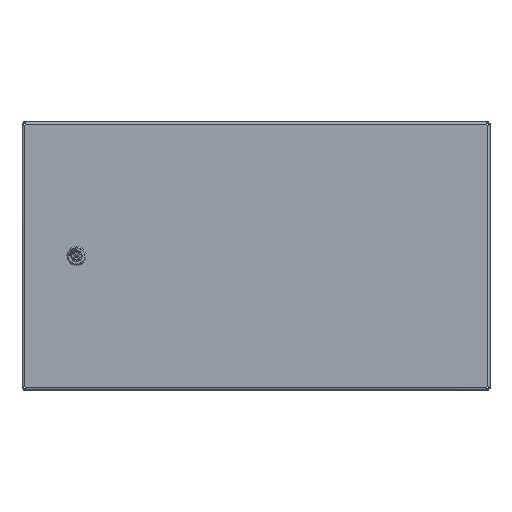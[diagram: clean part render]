
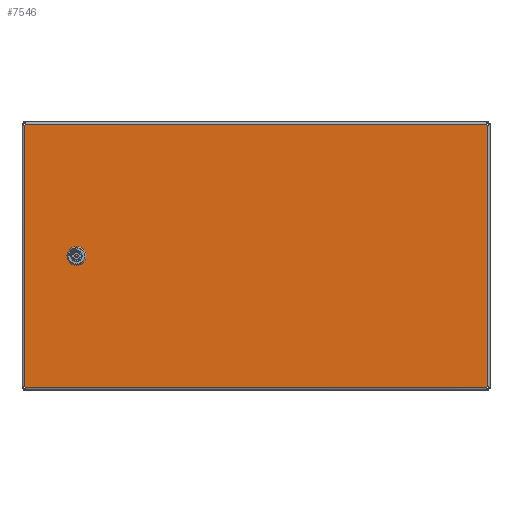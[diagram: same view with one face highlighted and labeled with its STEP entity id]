
A CAD part, top view. The second image highlights one B-rep face of the part: STEP entity #7546.
In plain terms, the highlighted planar face has unit normal (0, 0, 1).
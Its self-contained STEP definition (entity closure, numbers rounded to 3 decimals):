
#346 = ORIENTED_EDGE ( 'NONE', *, *, #63189, .T. ) ;
#1065 = VECTOR ( 'NONE', #45282, 1000. ) ;
#1605 = DIRECTION ( 'NONE',  ( 1., 0., 0. ) ) ;
#1666 = VERTEX_POINT ( 'NONE', #30364 ) ;
#2133 = VECTOR ( 'NONE', #10955, 1000. ) ;
#3010 = ORIENTED_EDGE ( 'NONE', *, *, #59666, .F. ) ;
#4368 = CARTESIAN_POINT ( 'NONE',  ( -341.429, -194.429, 0. ) ) ;
#4543 = VERTEX_POINT ( 'NONE', #61620 ) ;
#4611 = DIRECTION ( 'NONE',  ( -1., 0., 0. ) ) ;
#5985 = LINE ( 'NONE', #31248, #42256 ) ;
#6319 = CARTESIAN_POINT ( 'NONE',  ( -259.663, 10.25, 0. ) ) ;
#7069 = EDGE_CURVE ( 'NONE', #17575, #28839, #11585, .T. ) ;
#7221 = EDGE_CURVE ( 'NONE', #58019, #66605, #55706, .T. ) ;
#7546 = ADVANCED_FACE ( 'NONE', ( #8501, #18645 ), #7809, .T. ) ;
#7777 = VECTOR ( 'NONE', #68535, 1000. ) ;
#7809 = PLANE ( 'NONE',  #30363 ) ;
#8013 = ORIENTED_EDGE ( 'NONE', *, *, #28610, .T. ) ;
#8323 = VECTOR ( 'NONE', #67666, 1000. ) ;
#8379 = CARTESIAN_POINT ( 'NONE',  ( -340.5, 192.658, 0. ) ) ;
#8501 = FACE_BOUND ( 'NONE', #49738, .T. ) ;
#8721 = CIRCLE ( 'NONE', #9833, 11.25 ) ;
#9101 = DIRECTION ( 'NONE',  ( 1., 0., 0. ) ) ;
#9109 = CARTESIAN_POINT ( 'NONE',  ( -274.55, 4.637, 0. ) ) ;
#9134 = EDGE_CURVE ( 'NONE', #47652, #43388, #30115, .T. ) ;
#9566 = EDGE_CURVE ( 'NONE', #46447, #44983, #12817, .T. ) ;
#9833 = AXIS2_PLACEMENT_3D ( 'NONE', #44715, #24033, #34890 ) ;
#10123 = CARTESIAN_POINT ( 'NONE',  ( -264.3, 0., 0. ) ) ;
#10277 = CARTESIAN_POINT ( 'NONE',  ( 340.5, -195.429, 0. ) ) ;
#10877 = AXIS2_PLACEMENT_3D ( 'NONE', #57516, #47011, #21404 ) ;
#10955 = DIRECTION ( 'NONE',  ( 0., 1., 0. ) ) ;
#11051 = DIRECTION ( 'NONE',  ( -1., 0., 0. ) ) ;
#11585 = LINE ( 'NONE', #6319, #14648 ) ;
#12007 = LINE ( 'NONE', #61058, #1065 ) ;
#12759 = ORIENTED_EDGE ( 'NONE', *, *, #7221, .F. ) ;
#12817 = CIRCLE ( 'NONE', #46409, 2. ) ;
#13104 = ORIENTED_EDGE ( 'NONE', *, *, #67169, .F. ) ;
#14648 = VECTOR ( 'NONE', #27700, 1000. ) ;
#14670 = VERTEX_POINT ( 'NONE', #25341 ) ;
#15393 = CARTESIAN_POINT ( 'NONE',  ( -340.5, 195.429, 0. ) ) ;
#15429 = CARTESIAN_POINT ( 'NONE',  ( 340.5, -192.658, 0. ) ) ;
#15800 = ORIENTED_EDGE ( 'NONE', *, *, #46396, .F. ) ;
#15850 = DIRECTION ( 'NONE',  ( 1., 0., 0. ) ) ;
#16231 = EDGE_CURVE ( 'NONE', #22506, #1666, #39924, .T. ) ;
#16763 = EDGE_CURVE ( 'NONE', #14670, #44983, #5985, .T. ) ;
#17051 = DIRECTION ( 'NONE',  ( 0., 0., 1. ) ) ;
#17057 = ORIENTED_EDGE ( 'NONE', *, *, #50231, .T. ) ;
#17575 = VERTEX_POINT ( 'NONE', #31954 ) ;
#17849 = DIRECTION ( 'NONE',  ( 0., 1., 0. ) ) ;
#18497 = EDGE_CURVE ( 'NONE', #66605, #17575, #8721, .T. ) ;
#18645 = FACE_OUTER_BOUND ( 'NONE', #52851, .T. ) ;
#19232 = DIRECTION ( 'NONE',  ( 0., 0., 1. ) ) ;
#19622 = VERTEX_POINT ( 'NONE', #25439 ) ;
#19902 = EDGE_CURVE ( 'NONE', #14670, #19622, #55773, .T. ) ;
#20720 = CARTESIAN_POINT ( 'NONE',  ( -339.658, 193.5, 0. ) ) ;
#20840 = ORIENTED_EDGE ( 'NONE', *, *, #51713, .F. ) ;
#21375 = EDGE_CURVE ( 'NONE', #33513, #58019, #42327, .T. ) ;
#21404 = DIRECTION ( 'NONE',  ( 1., 0., 0. ) ) ;
#22506 = VERTEX_POINT ( 'NONE', #15429 ) ;
#22604 = VECTOR ( 'NONE', #57155, 1000. ) ;
#23586 = CARTESIAN_POINT ( 'NONE',  ( -274.55, -4.637, 0. ) ) ;
#24033 = DIRECTION ( 'NONE',  ( 0., 0., 1. ) ) ;
#24622 = DIRECTION ( 'NONE',  ( 1., 0., 0. ) ) ;
#24768 = CARTESIAN_POINT ( 'NONE',  ( -254.05, -4.637, 0. ) ) ;
#25341 = CARTESIAN_POINT ( 'NONE',  ( 339.658, 193.5, 0. ) ) ;
#25439 = CARTESIAN_POINT ( 'NONE',  ( 340.5, 192.658, 0. ) ) ;
#26502 = ORIENTED_EDGE ( 'NONE', *, *, #16231, .F. ) ;
#27700 = DIRECTION ( 'NONE',  ( -1., 0., 0. ) ) ;
#27928 = AXIS2_PLACEMENT_3D ( 'NONE', #4368, #67532, #62941 ) ;
#28296 = CARTESIAN_POINT ( 'NONE',  ( -254.05, 4.637, 0. ) ) ;
#28306 = CARTESIAN_POINT ( 'NONE',  ( -339.658, -193.5, 0. ) ) ;
#28610 = EDGE_CURVE ( 'NONE', #22506, #19622, #30948, .T. ) ;
#28839 = VERTEX_POINT ( 'NONE', #59961 ) ;
#29203 = CARTESIAN_POINT ( 'NONE',  ( -340.5, -192.658, 0. ) ) ;
#30115 = LINE ( 'NONE', #9109, #8323 ) ;
#30363 = AXIS2_PLACEMENT_3D ( 'NONE', #62127, #67054, #24622 ) ;
#30364 = CARTESIAN_POINT ( 'NONE',  ( 339.658, -193.5, 0. ) ) ;
#30948 = LINE ( 'NONE', #10277, #2133 ) ;
#31248 = CARTESIAN_POINT ( 'NONE',  ( 342.429, 193.5, 0. ) ) ;
#31413 = ORIENTED_EDGE ( 'NONE', *, *, #19902, .F. ) ;
#31954 = CARTESIAN_POINT ( 'NONE',  ( -259.663, 10.25, 0. ) ) ;
#32554 = AXIS2_PLACEMENT_3D ( 'NONE', #66928, #19232, #9101 ) ;
#33237 = VERTEX_POINT ( 'NONE', #28306 ) ;
#33513 = VERTEX_POINT ( 'NONE', #53385 ) ;
#34890 = DIRECTION ( 'NONE',  ( 1., 0., 0. ) ) ;
#37068 = VECTOR ( 'NONE', #17849, 1000. ) ;
#39171 = ORIENTED_EDGE ( 'NONE', *, *, #18497, .F. ) ;
#39262 = ORIENTED_EDGE ( 'NONE', *, *, #21375, .F. ) ;
#39734 = LINE ( 'NONE', #47422, #7777 ) ;
#39924 = CIRCLE ( 'NONE', #10877, 2. ) ;
#41163 = ORIENTED_EDGE ( 'NONE', *, *, #16763, .T. ) ;
#42256 = VECTOR ( 'NONE', #4611, 1000. ) ;
#42327 = CIRCLE ( 'NONE', #66940, 11.25 ) ;
#42534 = CARTESIAN_POINT ( 'NONE',  ( -264.3, 0., 0. ) ) ;
#43388 = VERTEX_POINT ( 'NONE', #23586 ) ;
#43454 = VERTEX_POINT ( 'NONE', #29203 ) ;
#43836 = ORIENTED_EDGE ( 'NONE', *, *, #9566, .F. ) ;
#44715 = CARTESIAN_POINT ( 'NONE',  ( -264.3, 0., 0. ) ) ;
#44983 = VERTEX_POINT ( 'NONE', #20720 ) ;
#45282 = DIRECTION ( 'NONE',  ( 1., 0., 0. ) ) ;
#46396 = EDGE_CURVE ( 'NONE', #43388, #4543, #62830, .T. ) ;
#46409 = AXIS2_PLACEMENT_3D ( 'NONE', #48636, #48960, #59493 ) ;
#46447 = VERTEX_POINT ( 'NONE', #8379 ) ;
#46990 = AXIS2_PLACEMENT_3D ( 'NONE', #10123, #17051, #1605 ) ;
#47011 = DIRECTION ( 'NONE',  ( 0., 0., 1. ) ) ;
#47422 = CARTESIAN_POINT ( 'NONE',  ( -342.429, -193.5, 0. ) ) ;
#47652 = VERTEX_POINT ( 'NONE', #57111 ) ;
#47929 = AXIS2_PLACEMENT_3D ( 'NONE', #69293, #59034, #11051 ) ;
#48470 = ORIENTED_EDGE ( 'NONE', *, *, #9134, .F. ) ;
#48636 = CARTESIAN_POINT ( 'NONE',  ( -341.429, 194.429, 0. ) ) ;
#48960 = DIRECTION ( 'NONE',  ( 0., 0., 1. ) ) ;
#49738 = EDGE_LOOP ( 'NONE', ( #39171, #12759, #39262, #3010, #15800, #48470, #20840, #62715 ) ) ;
#50231 = EDGE_CURVE ( 'NONE', #46447, #43454, #52576, .T. ) ;
#51713 = EDGE_CURVE ( 'NONE', #28839, #47652, #68315, .T. ) ;
#52576 = LINE ( 'NONE', #15393, #22604 ) ;
#52851 = EDGE_LOOP ( 'NONE', ( #13104, #346, #26502, #8013, #31413, #41163, #43836, #17057 ) ) ;
#53385 = CARTESIAN_POINT ( 'NONE',  ( -259.663, -10.25, 0. ) ) ;
#55706 = LINE ( 'NONE', #60625, #37068 ) ;
#55773 = CIRCLE ( 'NONE', #47929, 2. ) ;
#57111 = CARTESIAN_POINT ( 'NONE',  ( -274.55, 4.637, 0. ) ) ;
#57155 = DIRECTION ( 'NONE',  ( 0., -1., 0. ) ) ;
#57516 = CARTESIAN_POINT ( 'NONE',  ( 341.429, -194.429, 0. ) ) ;
#58019 = VERTEX_POINT ( 'NONE', #24768 ) ;
#59034 = DIRECTION ( 'NONE',  ( 0., 0., 1. ) ) ;
#59240 = CIRCLE ( 'NONE', #27928, 2. ) ;
#59493 = DIRECTION ( 'NONE',  ( 1., 0., 0. ) ) ;
#59666 = EDGE_CURVE ( 'NONE', #4543, #33513, #12007, .T. ) ;
#59961 = CARTESIAN_POINT ( 'NONE',  ( -268.937, 10.25, 0. ) ) ;
#60625 = CARTESIAN_POINT ( 'NONE',  ( -254.05, 4.637, 0. ) ) ;
#61058 = CARTESIAN_POINT ( 'NONE',  ( -259.663, -10.25, 0. ) ) ;
#61620 = CARTESIAN_POINT ( 'NONE',  ( -268.937, -10.25, 0. ) ) ;
#62127 = CARTESIAN_POINT ( 'NONE',  ( 0., 0., 0. ) ) ;
#62715 = ORIENTED_EDGE ( 'NONE', *, *, #7069, .F. ) ;
#62830 = CIRCLE ( 'NONE', #32554, 11.25 ) ;
#62941 = DIRECTION ( 'NONE',  ( -1., 0., 0. ) ) ;
#63189 = EDGE_CURVE ( 'NONE', #33237, #1666, #39734, .T. ) ;
#63920 = DIRECTION ( 'NONE',  ( 0., 0., 1. ) ) ;
#66605 = VERTEX_POINT ( 'NONE', #28296 ) ;
#66928 = CARTESIAN_POINT ( 'NONE',  ( -264.3, 0., 0. ) ) ;
#66940 = AXIS2_PLACEMENT_3D ( 'NONE', #42534, #63920, #15850 ) ;
#67054 = DIRECTION ( 'NONE',  ( 0., 0., 1. ) ) ;
#67169 = EDGE_CURVE ( 'NONE', #33237, #43454, #59240, .T. ) ;
#67532 = DIRECTION ( 'NONE',  ( 0., 0., 1. ) ) ;
#67666 = DIRECTION ( 'NONE',  ( 0., -1., 0. ) ) ;
#68315 = CIRCLE ( 'NONE', #46990, 11.25 ) ;
#68535 = DIRECTION ( 'NONE',  ( 1., 0., 0. ) ) ;
#69293 = CARTESIAN_POINT ( 'NONE',  ( 341.429, 194.429, 0. ) ) ;
